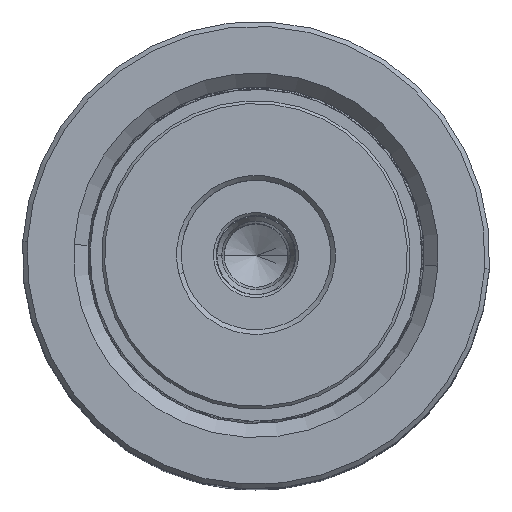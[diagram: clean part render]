
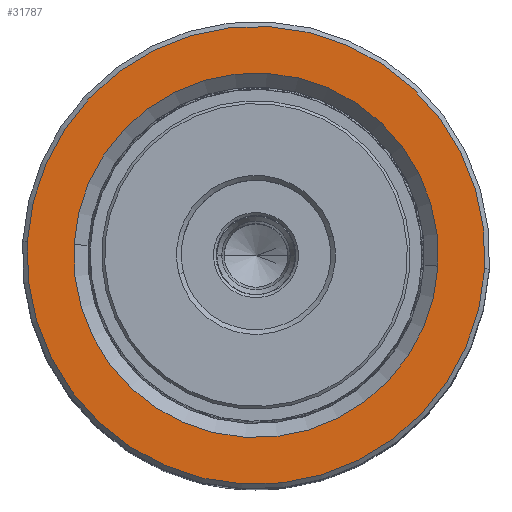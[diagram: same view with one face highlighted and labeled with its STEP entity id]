
A CAD part, top view. The second image highlights one B-rep face of the part: STEP entity #31787.
In plain terms, the highlighted planar face has unit normal (0, 0, 1).
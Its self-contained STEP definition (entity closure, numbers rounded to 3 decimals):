
#223 = DIRECTION ( 'NONE',  ( 0., 0., -1. ) ) ;
#231 = ORIENTED_EDGE ( 'NONE', *, *, #23581, .T. ) ;
#1422 = VERTEX_POINT ( 'NONE', #38155 ) ;
#2422 = CARTESIAN_POINT ( 'NONE',  ( 0., 0., 80. ) ) ;
#5024 = DIRECTION ( 'NONE',  ( 1., 0., 0. ) ) ;
#5278 = CARTESIAN_POINT ( 'NONE',  ( 0., 0., 80. ) ) ;
#5552 = DIRECTION ( 'NONE',  ( 0., 0., 1. ) ) ;
#6114 = VERTEX_POINT ( 'NONE', #7341 ) ;
#7341 = CARTESIAN_POINT ( 'NONE',  ( -24.5, 0., 80. ) ) ;
#8035 = AXIS2_PLACEMENT_3D ( 'NONE', #44649, #223, #28348 ) ;
#10572 = CARTESIAN_POINT ( 'NONE',  ( -19.5, 0., 80. ) ) ;
#10700 = CARTESIAN_POINT ( 'NONE',  ( 0., 0., 80. ) ) ;
#11384 = DIRECTION ( 'NONE',  ( 0., 0., 1. ) ) ;
#12017 = EDGE_LOOP ( 'NONE', ( #231, #51981 ) ) ;
#12985 = AXIS2_PLACEMENT_3D ( 'NONE', #2422, #11384, #32321 ) ;
#13749 = EDGE_CURVE ( 'NONE', #1422, #6114, #45151, .T. ) ;
#13785 = VERTEX_POINT ( 'NONE', #10572 ) ;
#15027 = PLANE ( 'NONE',  #19626 ) ;
#15770 = ORIENTED_EDGE ( 'NONE', *, *, #13749, .T. ) ;
#15780 = EDGE_LOOP ( 'NONE', ( #18479, #15770 ) ) ;
#18479 = ORIENTED_EDGE ( 'NONE', *, *, #52054, .T. ) ;
#19626 = AXIS2_PLACEMENT_3D ( 'NONE', #10700, #36783, #28110 ) ;
#19673 = FACE_BOUND ( 'NONE', #12017, .T. ) ;
#20539 = DIRECTION ( 'NONE',  ( 1., 0., 0. ) ) ;
#23581 = EDGE_CURVE ( 'NONE', #29798, #13785, #28009, .T. ) ;
#23818 = DIRECTION ( 'NONE',  ( 0., 0., -1. ) ) ;
#24550 = CIRCLE ( 'NONE', #28026, 24.5 ) ;
#26411 = AXIS2_PLACEMENT_3D ( 'NONE', #48015, #23818, #20539 ) ;
#28009 = CIRCLE ( 'NONE', #8035, 19.5 ) ;
#28026 = AXIS2_PLACEMENT_3D ( 'NONE', #5278, #5552, #5024 ) ;
#28110 = DIRECTION ( 'NONE',  ( 1., 0., 0. ) ) ;
#28348 = DIRECTION ( 'NONE',  ( 1., 0., 0. ) ) ;
#29798 = VERTEX_POINT ( 'NONE', #32256 ) ;
#31787 = ADVANCED_FACE ( 'NONE', ( #43881, #19673 ), #15027, .T. ) ;
#32256 = CARTESIAN_POINT ( 'NONE',  ( 19.5, 0., 80. ) ) ;
#32321 = DIRECTION ( 'NONE',  ( 1., 0., 0. ) ) ;
#36783 = DIRECTION ( 'NONE',  ( 0., 0., 1. ) ) ;
#38155 = CARTESIAN_POINT ( 'NONE',  ( 24.5, 0., 80. ) ) ;
#43881 = FACE_OUTER_BOUND ( 'NONE', #15780, .T. ) ;
#44649 = CARTESIAN_POINT ( 'NONE',  ( 0., 0., 80. ) ) ;
#44651 = CIRCLE ( 'NONE', #26411, 19.5 ) ;
#45151 = CIRCLE ( 'NONE', #12985, 24.5 ) ;
#48015 = CARTESIAN_POINT ( 'NONE',  ( 0., 0., 80. ) ) ;
#48148 = EDGE_CURVE ( 'NONE', #13785, #29798, #44651, .T. ) ;
#51981 = ORIENTED_EDGE ( 'NONE', *, *, #48148, .T. ) ;
#52054 = EDGE_CURVE ( 'NONE', #6114, #1422, #24550, .T. ) ;
